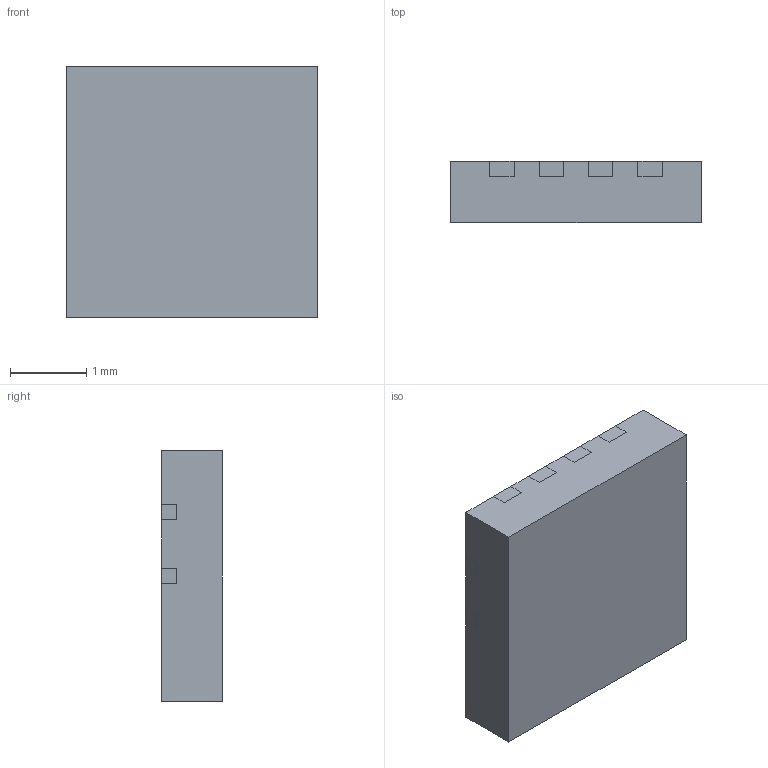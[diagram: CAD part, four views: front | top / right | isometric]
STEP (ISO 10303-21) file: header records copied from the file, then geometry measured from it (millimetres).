
FILE_DESCRIPTION(/* description */ ('Unknown'),/* implementation_level */ '2;1');
FILE_NAME(/* name */ 'PowerDI3333-8L',/* time_stamp */ '2016-02-15T11:13:10+08:00',/* author */ ('Unknown'),/* organization */ ('Unknown'),/* preprocessor_version */ 'ST-DEVELOPER v16',/* originating_system */ 'DEX',/* authorisation */ $);
FILE_SCHEMA (('AUTOMOTIVE_DESIGN {1 0 10303 214 3 1 1}'));
Length unit declared in the file: millimetre
Products named in the file (7): assembly; LF; Solder; Die; Compound; Wire; Ribbon
Assembly tree (6 placements, depth 2):
  assembly
    LF
    Solder
    Die
    Compound
    Wire
    Ribbon
Bounding box: 3.3 x 0.8 x 3.3 mm (x, y, z)
Volume: 8.7 mm3; surface area: 82.2 mm2
Topology: 8 solids, 8 shells, 347 faces, 990 edges, 658 vertices
Faces by surface type: plane 259, cylinder 78, torus 6, bspline 4
Full cylindrical faces by diameter (mm): 0.05 x4, 0.1 x2
Entity records: 11372 total; most frequent: CARTESIAN_POINT 2038, ORIENTED_EDGE 1952, DIRECTION 1828, EDGE_CURVE 976, LINE 808, VECTOR 808, VERTEX_POINT 656, AXIS2_PLACEMENT_3D 510
